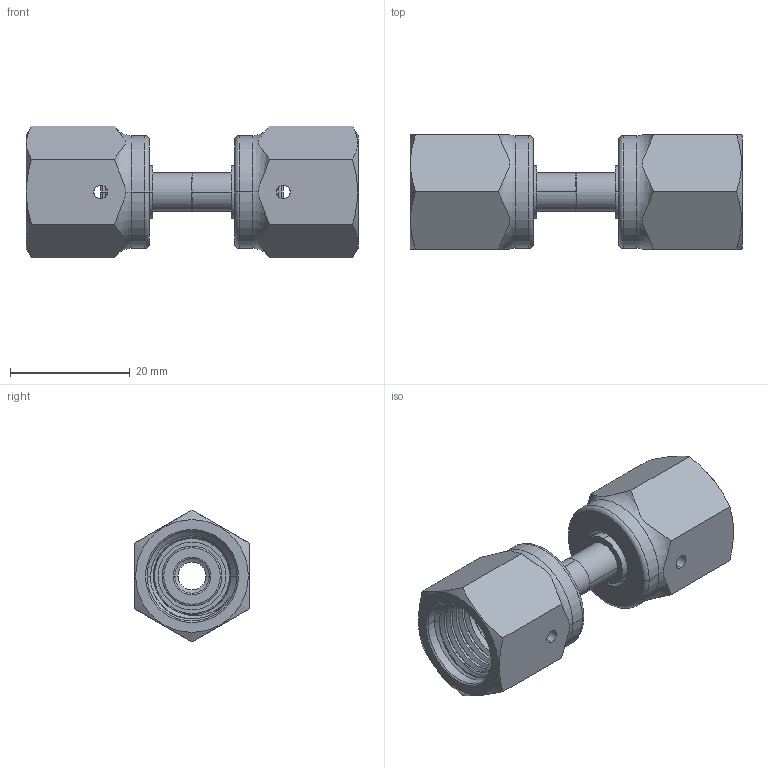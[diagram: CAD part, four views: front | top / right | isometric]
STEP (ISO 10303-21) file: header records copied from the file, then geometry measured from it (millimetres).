
FILE_DESCRIPTION (( 'STEP AP203' ), '1' );
FILE_NAME ('AD-44FFSFFS-SS-S.STEP', '2025-11-13T14:44:31', ( '' ), ( '' ), 'SwSTEP 2.0', 'SolidWorks 2018', '' );
FILE_SCHEMA (( 'CONFIG_CONTROL_DESIGN' ));
Length unit declared in the file: inch
Products named in the file (3): PRT-000382; AD-44FFSFFS-SS-S; PRT-001177
Assembly tree (4 placements, depth 2):
  AD-44FFSFFS-SS-S
    PRT-000382  x2
    PRT-001177  x2
Bounding box: 55.37 x 19.05 x 22 mm (x, y, z)
Volume: 8450.1 mm3; surface area: 7139.8 mm2
Topology: 4 solids, 4 shells, 170 faces, 542 edges, 388 vertices
Faces by surface type: cylinder 78, plane 32, torus 28, cone 24, bspline 8
Entity records: 6002 total; most frequent: CARTESIAN_POINT 3353, ORIENTED_EDGE 542, DIRECTION 412, EDGE_CURVE 271, VERTEX_POINT 194, AXIS2_PLACEMENT_3D 176, B_SPLINE_CURVE_WITH_KNOTS 123, EDGE_LOOP 97
